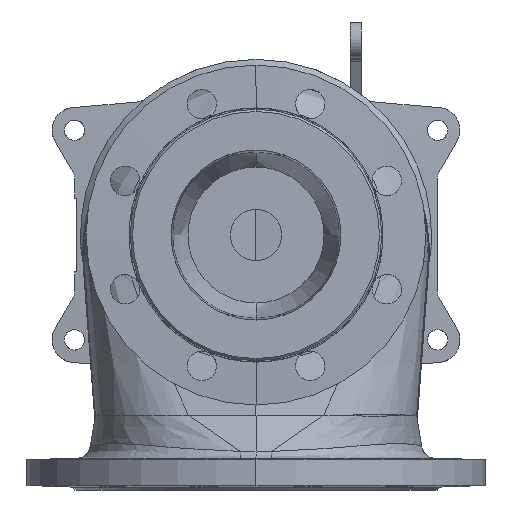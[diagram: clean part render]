
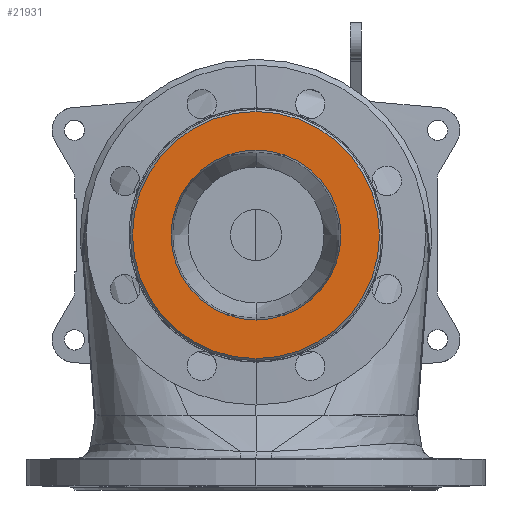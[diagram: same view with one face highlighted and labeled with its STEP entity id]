
A CAD part, front view. The second image highlights one B-rep face of the part: STEP entity #21931.
In plain terms, the highlighted planar face has unit normal (0, -1, 0).
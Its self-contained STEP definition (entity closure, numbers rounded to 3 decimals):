
#6804=CARTESIAN_POINT('',(0.,-285.,0.));
#6805=DIRECTION('',(0.,-1.,0.));
#6806=DIRECTION('',(0.,0.,-1.));
#6807=AXIS2_PLACEMENT_3D('',#6804,#6805,#6806);
#6809=CARTESIAN_POINT('',(0.,-285.,0.));
#6810=DIRECTION('',(0.,-1.,0.));
#6811=DIRECTION('',(0.,0.,1.));
#6812=AXIS2_PLACEMENT_3D('',#6809,#6810,#6811);
#6814=CARTESIAN_POINT('',(0.,-285.,0.));
#6815=DIRECTION('',(0.,-1.,0.));
#6816=DIRECTION('',(0.,0.,-1.));
#6817=AXIS2_PLACEMENT_3D('',#6814,#6815,#6816);
#6841=CARTESIAN_POINT('',(0.,-285.,0.));
#6842=DIRECTION('',(0.,1.,0.));
#6843=DIRECTION('',(0.,0.,-1.));
#6844=AXIS2_PLACEMENT_3D('',#6841,#6842,#6843);
#9511=CARTESIAN_POINT('',(0.,-285.,-75.));
#9512=CARTESIAN_POINT('',(0.,-285.,75.));
#9513=VERTEX_POINT('',#9511);
#9514=VERTEX_POINT('',#9512);
#9679=CARTESIAN_POINT('',(0.,-285.,-109.));
#9680=CARTESIAN_POINT('',(0.,-285.,109.));
#9681=VERTEX_POINT('',#9679);
#9682=VERTEX_POINT('',#9680);
#21915=CARTESIAN_POINT('',(0.,-285.,0.));
#21916=DIRECTION('',(0.,-1.,0.));
#21917=DIRECTION('',(0.,0.,1.));
#21918=AXIS2_PLACEMENT_3D('',#21915,#21916,#21917);
#21919=PLANE('',#21918);
#21921=ORIENTED_EDGE('',*,*,#21920,.F.);
#21922=ORIENTED_EDGE('',*,*,#21905,.F.);
#21923=EDGE_LOOP('',(#21921,#21922));
#21924=FACE_OUTER_BOUND('',#21923,.F.);
#21926=ORIENTED_EDGE('',*,*,#21925,.T.);
#21928=ORIENTED_EDGE('',*,*,#21927,.F.);
#21929=EDGE_LOOP('',(#21926,#21928));
#21930=FACE_BOUND('',#21929,.F.);
#21931=ADVANCED_FACE('',(#21924,#21930),#21919,.T.);
#6808=CIRCLE('',#6807,109.);
#6813=CIRCLE('',#6812,109.);
#6818=CIRCLE('',#6817,75.);
#6845=CIRCLE('',#6844,75.);
#21905=EDGE_CURVE('',#9682,#9681,#6813,.T.);
#21920=EDGE_CURVE('',#9681,#9682,#6808,.T.);
#21925=EDGE_CURVE('',#9513,#9514,#6818,.T.);
#21927=EDGE_CURVE('',#9513,#9514,#6845,.T.);
